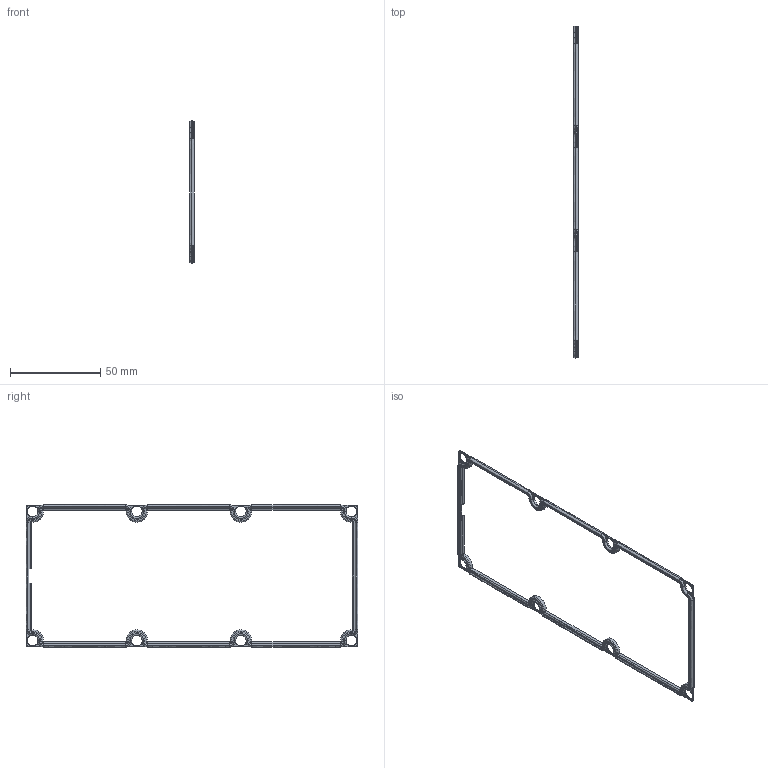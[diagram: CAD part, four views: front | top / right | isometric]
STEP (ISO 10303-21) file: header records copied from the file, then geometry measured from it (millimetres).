
FILE_DESCRIPTION((''),'2;1');
FILE_NAME('DH3-RD010441-2001','2025-05-13T14:09:49',('346893'),(''),'CREO PARAMETRIC BY PTC INC, 2020184','CREO PARAMETRIC BY PTC INC, 2020184','');
FILE_SCHEMA(('CONFIG_CONTROL_DESIGN','SHAPE_APPEARANCE_LAYERS_GROUPS'));
Length unit declared in the file: millimetre
Products named in the file (1): DH3-RD010441-2001
Bounding box: 2.7 x 184.28 x 78.91 mm (x, y, z)
Volume: 2774.9 mm3; surface area: 7161.2 mm2
Topology: 1 solids, 1 shells, 389 faces, 1006 edges, 602 vertices
Faces by surface type: bspline 144, cylinder 56, plane 53, extrusion 40, torus 40, revolution 40, cone 16
Entity records: 26886 total; most frequent: CARTESIAN_POINT 15745, ORIENTED_EDGE 2012, DIRECTION 1108, PRESENTATION_STYLE_ASSIGNMENT 1007, STYLED_ITEM 1007, CURVE_STYLE 1006, EDGE_CURVE 1006, B_SPLINE_CURVE_WITH_KNOTS 616
